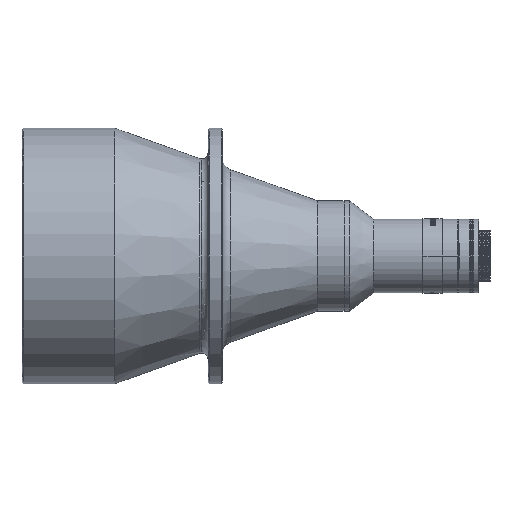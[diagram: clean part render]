
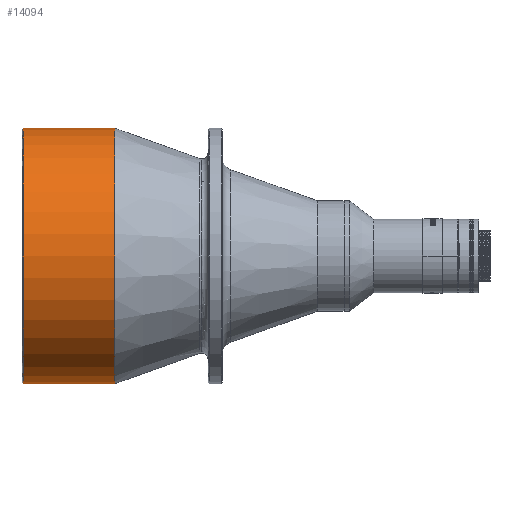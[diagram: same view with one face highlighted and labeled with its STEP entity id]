
A CAD part, front view. The second image highlights one B-rep face of the part: STEP entity #14094.
In plain terms, the highlighted cylindrical face has radius 62.5 mm (diameter 125 mm), a partial arc.
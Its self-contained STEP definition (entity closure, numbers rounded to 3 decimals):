
#238 = CARTESIAN_POINT ( 'NONE',  ( -110.72, 0., 60.675 ) ) ;
#434 = EDGE_CURVE ( 'NONE', #7298, #10470, #5209, .T. ) ;
#2009 = DIRECTION ( 'NONE',  ( -1., 0., 0. ) ) ;
#3856 = DIRECTION ( 'NONE',  ( 0., 0., 1. ) ) ;
#4178 = DIRECTION ( 'NONE',  ( -1., 0., 0. ) ) ;
#4248 = AXIS2_PLACEMENT_3D ( 'NONE', #11733, #18032, #3856 ) ;
#4589 = CARTESIAN_POINT ( 'NONE',  ( -110.72, 0., -1.825 ) ) ;
#4978 = VERTEX_POINT ( 'NONE', #8390 ) ;
#5209 = CIRCLE ( 'NONE', #18075, 62.5 ) ;
#5429 = CYLINDRICAL_SURFACE ( 'NONE', #4248, 62.5 ) ;
#5849 = CIRCLE ( 'NONE', #9822, 62.5 ) ;
#7044 = VERTEX_POINT ( 'NONE', #19527 ) ;
#7298 = VERTEX_POINT ( 'NONE', #14630 ) ;
#8075 = CARTESIAN_POINT ( 'NONE',  ( -155.652, 0., -64.325 ) ) ;
#8390 = CARTESIAN_POINT ( 'NONE',  ( -155.652, -62.5, -1.825 ) ) ;
#8469 = CARTESIAN_POINT ( 'NONE',  ( -110.72, 0., -64.325 ) ) ;
#9350 = ORIENTED_EDGE ( 'NONE', *, *, #17223, .F. ) ;
#9822 = AXIS2_PLACEMENT_3D ( 'NONE', #10498, #4178, #16977 ) ;
#10470 = VERTEX_POINT ( 'NONE', #12380 ) ;
#10498 = CARTESIAN_POINT ( 'NONE',  ( -155.652, 0., -1.825 ) ) ;
#11021 = ORIENTED_EDGE ( 'NONE', *, *, #17644, .F. ) ;
#11121 = CIRCLE ( 'NONE', #13763, 62.5 ) ;
#11733 = CARTESIAN_POINT ( 'NONE',  ( -110.72, 0., -1.825 ) ) ;
#11817 = DIRECTION ( 'NONE',  ( 0., 0., 1. ) ) ;
#12380 = CARTESIAN_POINT ( 'NONE',  ( -110.72, 0., 60.675 ) ) ;
#12408 = EDGE_LOOP ( 'NONE', ( #20447, #12550, #13236, #9350, #11021 ) ) ;
#12550 = ORIENTED_EDGE ( 'NONE', *, *, #434, .T. ) ;
#12766 = VECTOR ( 'NONE', #2009, 1000. ) ;
#13236 = ORIENTED_EDGE ( 'NONE', *, *, #15234, .T. ) ;
#13475 = EDGE_CURVE ( 'NONE', #7298, #19871, #14983, .T. ) ;
#13763 = AXIS2_PLACEMENT_3D ( 'NONE', #18520, #16762, #11817 ) ;
#14094 = ADVANCED_FACE ( 'NONE', ( #19584 ), #5429, .T. ) ;
#14630 = CARTESIAN_POINT ( 'NONE',  ( -110.72, 0., -64.325 ) ) ;
#14983 = LINE ( 'NONE', #8469, #18122 ) ;
#15234 = EDGE_CURVE ( 'NONE', #10470, #7044, #17715, .T. ) ;
#16627 = DIRECTION ( 'NONE',  ( -1., 0., 0. ) ) ;
#16762 = DIRECTION ( 'NONE',  ( -1., 0., 0. ) ) ;
#16977 = DIRECTION ( 'NONE',  ( 0., 0., 1. ) ) ;
#17089 = DIRECTION ( 'NONE',  ( 0., 0., 1. ) ) ;
#17223 = EDGE_CURVE ( 'NONE', #4978, #7044, #5849, .T. ) ;
#17644 = EDGE_CURVE ( 'NONE', #19871, #4978, #11121, .T. ) ;
#17715 = LINE ( 'NONE', #238, #12766 ) ;
#18032 = DIRECTION ( 'NONE',  ( -1., 0., 0. ) ) ;
#18075 = AXIS2_PLACEMENT_3D ( 'NONE', #4589, #18944, #17089 ) ;
#18122 = VECTOR ( 'NONE', #16627, 1000. ) ;
#18520 = CARTESIAN_POINT ( 'NONE',  ( -155.652, 0., -1.825 ) ) ;
#18944 = DIRECTION ( 'NONE',  ( -1., 0., 0. ) ) ;
#19527 = CARTESIAN_POINT ( 'NONE',  ( -155.652, 0., 60.675 ) ) ;
#19584 = FACE_OUTER_BOUND ( 'NONE', #12408, .T. ) ;
#19871 = VERTEX_POINT ( 'NONE', #8075 ) ;
#20447 = ORIENTED_EDGE ( 'NONE', *, *, #13475, .F. ) ;
